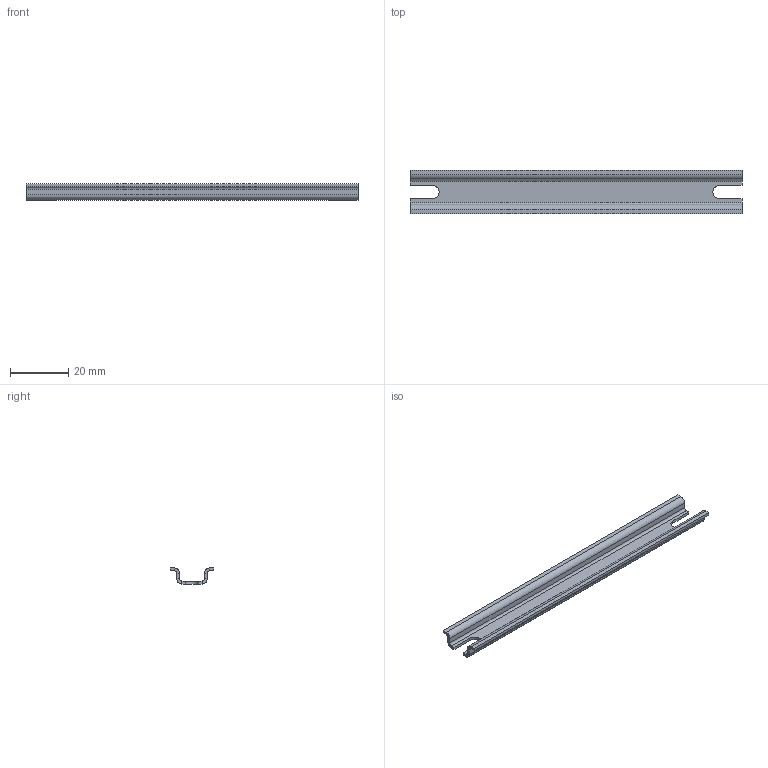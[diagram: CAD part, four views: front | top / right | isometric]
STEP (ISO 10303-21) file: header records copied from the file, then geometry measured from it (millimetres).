
FILE_DESCRIPTION(('CATIA V5R24 STEP','CAx-IF Rec.Pracs.--- Model Styling and Organization---1.2---2011-12-15'),'2;1');
FILE_NAME ('D1464033_0', '2018-06-06T06:49:05+00:00', ('Weidmueller Interface'), ('Weidmueller'), 'CATIA Version 5-6 Release 2014 SP4 HF52', 'CATIA V5 STEP AP214', 'none');
FILE_SCHEMA(('AUTOMOTIVE_DESIGN { 1 0 10303 214 1 1 1 1 }'));
Length unit declared in the file: millimetre
Products named in the file (1): 8000003886_TS15 114 K21CSS
Bounding box: 114 x 15 x 5.5 mm (x, y, z)
Volume: 2395.9 mm3; surface area: 5099.5 mm2
Topology: 1 solids, 1 shells, 46 faces, 100 edges, 56 vertices
Faces by surface type: plane 36, cylinder 10
Entity records: 1181 total; most frequent: CARTESIAN_POINT 211, ORIENTED_EDGE 200, DIRECTION 174, EDGE_CURVE 100, VECTOR 80, LINE 80, AXIS2_PLACEMENT_3D 57, VERTEX_POINT 56
